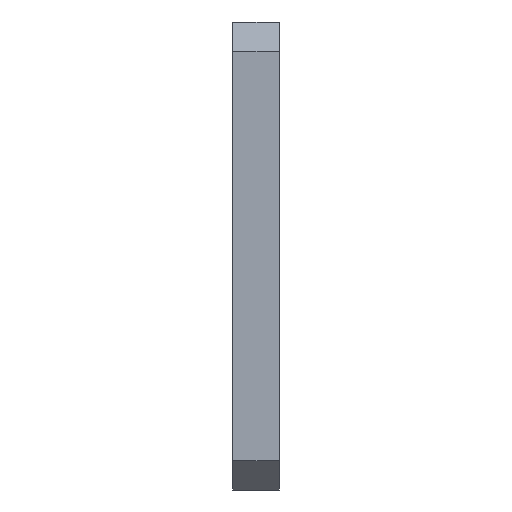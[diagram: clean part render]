
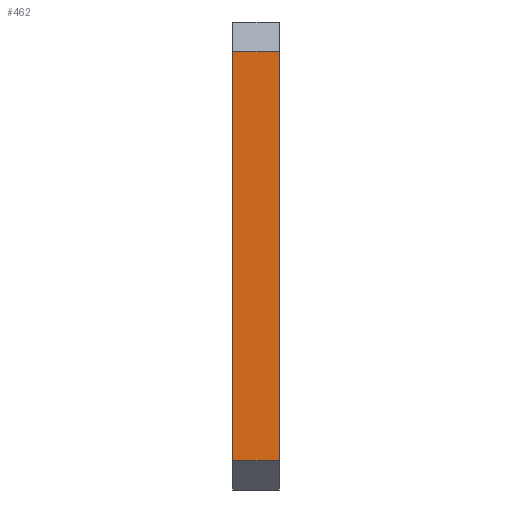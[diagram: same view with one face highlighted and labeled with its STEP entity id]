
A CAD part, left-side view. The second image highlights one B-rep face of the part: STEP entity #462.
In plain terms, the highlighted planar face has unit normal (-1, 0, 0).
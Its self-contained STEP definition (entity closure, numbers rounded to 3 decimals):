
#42 = ORIENTED_EDGE ( 'NONE', *, *, #589, .T. ) ;
#154 = LINE ( 'NONE', #357, #333 ) ;
#202 = VERTEX_POINT ( 'NONE', #437 ) ;
#218 = VECTOR ( 'NONE', #649, 1000. ) ;
#222 = CARTESIAN_POINT ( 'NONE',  ( -125., -4., 17.5 ) ) ;
#231 = LINE ( 'NONE', #442, #218 ) ;
#241 = AXIS2_PLACEMENT_3D ( 'NONE', #682, #628, #317 ) ;
#248 = ORIENTED_EDGE ( 'NONE', *, *, #546, .T. ) ;
#265 = FACE_OUTER_BOUND ( 'NONE', #429, .T. ) ;
#272 = CARTESIAN_POINT ( 'NONE',  ( -125., 0., -17.5 ) ) ;
#283 = CARTESIAN_POINT ( 'NONE',  ( -125., 0., 17.5 ) ) ;
#293 = ORIENTED_EDGE ( 'NONE', *, *, #405, .T. ) ;
#303 = VERTEX_POINT ( 'NONE', #222 ) ;
#317 = DIRECTION ( 'NONE',  ( 0., 0., 1. ) ) ;
#333 = VECTOR ( 'NONE', #425, 1000. ) ;
#348 = ORIENTED_EDGE ( 'NONE', *, *, #630, .F. ) ;
#357 = CARTESIAN_POINT ( 'NONE',  ( -125., -4., 20. ) ) ;
#366 = VERTEX_POINT ( 'NONE', #272 ) ;
#372 = PLANE ( 'NONE',  #241 ) ;
#384 = LINE ( 'NONE', #541, #516 ) ;
#397 = DIRECTION ( 'NONE',  ( 0., 1., 0. ) ) ;
#405 = EDGE_CURVE ( 'NONE', #202, #303, #154, .T. ) ;
#425 = DIRECTION ( 'NONE',  ( 0., 0., 1. ) ) ;
#429 = EDGE_LOOP ( 'NONE', ( #348, #42, #293, #248 ) ) ;
#437 = CARTESIAN_POINT ( 'NONE',  ( -125., -4., -17.5 ) ) ;
#442 = CARTESIAN_POINT ( 'NONE',  ( -125., -4., -17.5 ) ) ;
#455 = LINE ( 'NONE', #607, #584 ) ;
#462 = ADVANCED_FACE ( 'NONE', ( #265 ), #372, .T. ) ;
#509 = DIRECTION ( 'NONE',  ( 0., 0., 1. ) ) ;
#516 = VECTOR ( 'NONE', #397, 1000. ) ;
#541 = CARTESIAN_POINT ( 'NONE',  ( -125., -4., 17.5 ) ) ;
#546 = EDGE_CURVE ( 'NONE', #303, #602, #384, .T. ) ;
#584 = VECTOR ( 'NONE', #509, 1000. ) ;
#589 = EDGE_CURVE ( 'NONE', #366, #202, #231, .T. ) ;
#602 = VERTEX_POINT ( 'NONE', #283 ) ;
#607 = CARTESIAN_POINT ( 'NONE',  ( -125., 0., 20. ) ) ;
#628 = DIRECTION ( 'NONE',  ( -1., 0., 0. ) ) ;
#630 = EDGE_CURVE ( 'NONE', #366, #602, #455, .T. ) ;
#649 = DIRECTION ( 'NONE',  ( 0., -1., 0. ) ) ;
#682 = CARTESIAN_POINT ( 'NONE',  ( -125., -4., 20. ) ) ;
